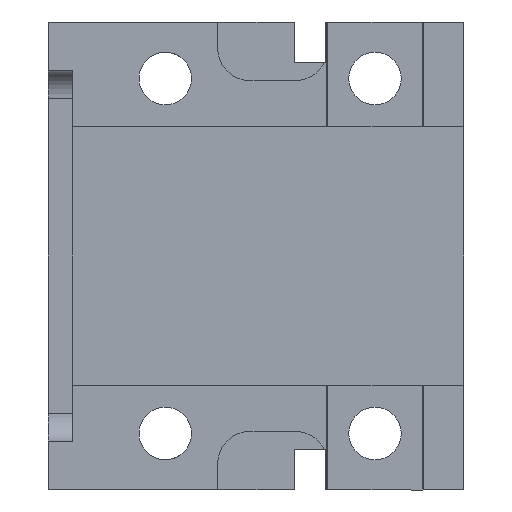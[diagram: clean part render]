
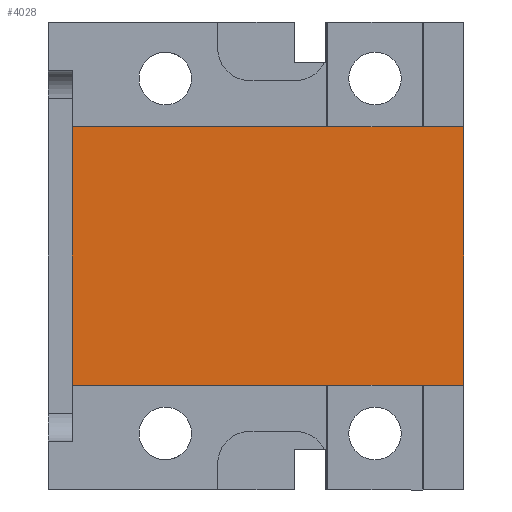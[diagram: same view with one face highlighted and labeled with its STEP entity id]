
A CAD part, front view. The second image highlights one B-rep face of the part: STEP entity #4028.
In plain terms, the highlighted planar face has unit normal (0, -1, 0).
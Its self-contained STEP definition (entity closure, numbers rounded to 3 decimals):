
#37 = ORIENTED_EDGE ( 'NONE', *, *, #4865, .T. ) ;
#64 = CARTESIAN_POINT ( 'NONE',  ( 103., 9.6, 32. ) ) ;
#306 = CARTESIAN_POINT ( 'NONE',  ( 103., 9.6, -32. ) ) ;
#520 = VECTOR ( 'NONE', #1953, 1000. ) ;
#767 = ORIENTED_EDGE ( 'NONE', *, *, #1158, .T. ) ;
#818 = VERTEX_POINT ( 'NONE', #64 ) ;
#870 = LINE ( 'NONE', #2461, #520 ) ;
#1116 = VECTOR ( 'NONE', #3624, 1000. ) ;
#1158 = EDGE_CURVE ( 'NONE', #3745, #2619, #3005, .T. ) ;
#1279 = CARTESIAN_POINT ( 'NONE',  ( 6., 9.6, 32. ) ) ;
#1467 = VECTOR ( 'NONE', #2207, 1000. ) ;
#1530 = AXIS2_PLACEMENT_3D ( 'NONE', #4085, #7001, #3535 ) ;
#1953 = DIRECTION ( 'NONE',  ( -1., 0., 0. ) ) ;
#2069 = CARTESIAN_POINT ( 'NONE',  ( 6., 9.6, -32. ) ) ;
#2207 = DIRECTION ( 'NONE',  ( 1., 0., 0. ) ) ;
#2281 = CARTESIAN_POINT ( 'NONE',  ( 103., 9.6, -32. ) ) ;
#2461 = CARTESIAN_POINT ( 'NONE',  ( 103., 9.6, 32. ) ) ;
#2619 = VERTEX_POINT ( 'NONE', #306 ) ;
#2726 = LINE ( 'NONE', #1279, #1116 ) ;
#3005 = LINE ( 'NONE', #2281, #1467 ) ;
#3395 = LINE ( 'NONE', #4473, #5830 ) ;
#3535 = DIRECTION ( 'NONE',  ( 0., 0., -1. ) ) ;
#3624 = DIRECTION ( 'NONE',  ( 0., 0., -1. ) ) ;
#3702 = EDGE_CURVE ( 'NONE', #2619, #818, #3395, .T. ) ;
#3745 = VERTEX_POINT ( 'NONE', #2069 ) ;
#4028 = ADVANCED_FACE ( 'NONE', ( #7276 ), #5791, .T. ) ;
#4085 = CARTESIAN_POINT ( 'NONE',  ( 103., 9.6, 32. ) ) ;
#4418 = EDGE_CURVE ( 'NONE', #5417, #3745, #2726, .T. ) ;
#4432 = EDGE_LOOP ( 'NONE', ( #7152, #767, #5139, #37 ) ) ;
#4473 = CARTESIAN_POINT ( 'NONE',  ( 103., 9.6, 32. ) ) ;
#4782 = CARTESIAN_POINT ( 'NONE',  ( 6., 9.6, 32. ) ) ;
#4865 = EDGE_CURVE ( 'NONE', #818, #5417, #870, .T. ) ;
#5033 = DIRECTION ( 'NONE',  ( 0., 0., 1. ) ) ;
#5139 = ORIENTED_EDGE ( 'NONE', *, *, #3702, .T. ) ;
#5417 = VERTEX_POINT ( 'NONE', #4782 ) ;
#5791 = PLANE ( 'NONE',  #1530 ) ;
#5830 = VECTOR ( 'NONE', #5033, 1000. ) ;
#7001 = DIRECTION ( 'NONE',  ( 0., -1., 0. ) ) ;
#7152 = ORIENTED_EDGE ( 'NONE', *, *, #4418, .T. ) ;
#7276 = FACE_OUTER_BOUND ( 'NONE', #4432, .T. ) ;
